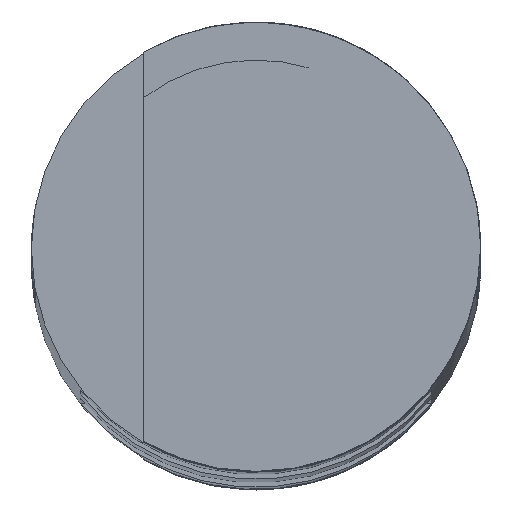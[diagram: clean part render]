
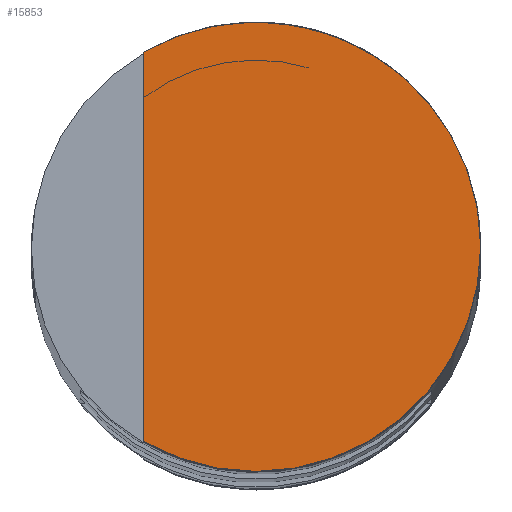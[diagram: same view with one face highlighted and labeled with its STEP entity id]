
A CAD part, top view. The second image highlights one B-rep face of the part: STEP entity #15853.
In plain terms, the highlighted planar face has unit normal (0, 0, 1).
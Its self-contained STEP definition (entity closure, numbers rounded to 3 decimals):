
#555 = VERTEX_POINT ( 'NONE', #11414 ) ;
#575 = EDGE_CURVE ( 'NONE', #7051, #20686, #16130, .T. ) ;
#633 = CARTESIAN_POINT ( 'NONE',  ( -2., 3.464, 95. ) ) ;
#945 = CARTESIAN_POINT ( 'NONE',  ( 0., 0., 95. ) ) ;
#1162 = PLANE ( 'NONE',  #18860 ) ;
#2662 = DIRECTION ( 'NONE',  ( -1., 0., 0. ) ) ;
#3099 = VECTOR ( 'NONE', #9377, 1000. ) ;
#3551 = EDGE_CURVE ( 'NONE', #555, #20686, #17169, .T. ) ;
#4184 = ORIENTED_EDGE ( 'NONE', *, *, #575, .T. ) ;
#5442 = DIRECTION ( 'NONE',  ( 0., 0., 1. ) ) ;
#5878 = EDGE_LOOP ( 'NONE', ( #17344, #4184, #19931 ) ) ;
#6618 = CARTESIAN_POINT ( 'NONE',  ( 0., 0., 95. ) ) ;
#7051 = VERTEX_POINT ( 'NONE', #633 ) ;
#8318 = DIRECTION ( 'NONE',  ( -1., 0., 0. ) ) ;
#9150 = EDGE_CURVE ( 'NONE', #7051, #555, #12020, .T. ) ;
#9377 = DIRECTION ( 'NONE',  ( 0., -1., 0. ) ) ;
#9665 = AXIS2_PLACEMENT_3D ( 'NONE', #945, #12855, #2662 ) ;
#11414 = CARTESIAN_POINT ( 'NONE',  ( 4., 0., 95. ) ) ;
#11689 = CARTESIAN_POINT ( 'NONE',  ( -2., -3.464, 95. ) ) ;
#12020 = CIRCLE ( 'NONE', #9665, 4. ) ;
#12202 = CARTESIAN_POINT ( 'NONE',  ( 0., 0., 95. ) ) ;
#12620 = AXIS2_PLACEMENT_3D ( 'NONE', #6618, #18534, #8318 ) ;
#12855 = DIRECTION ( 'NONE',  ( 0., 0., -1. ) ) ;
#13532 = FACE_OUTER_BOUND ( 'NONE', #5878, .T. ) ;
#15853 = ADVANCED_FACE ( 'NONE', ( #13532 ), #1162, .T. ) ;
#16130 = LINE ( 'NONE', #19595, #3099 ) ;
#17169 = CIRCLE ( 'NONE', #12620, 4. ) ;
#17344 = ORIENTED_EDGE ( 'NONE', *, *, #9150, .F. ) ;
#17349 = DIRECTION ( 'NONE',  ( -1., 0., 0. ) ) ;
#18534 = DIRECTION ( 'NONE',  ( 0., 0., -1. ) ) ;
#18860 = AXIS2_PLACEMENT_3D ( 'NONE', #12202, #5442, #17349 ) ;
#19595 = CARTESIAN_POINT ( 'NONE',  ( -2., 3.464, 95. ) ) ;
#19931 = ORIENTED_EDGE ( 'NONE', *, *, #3551, .F. ) ;
#20686 = VERTEX_POINT ( 'NONE', #11689 ) ;
